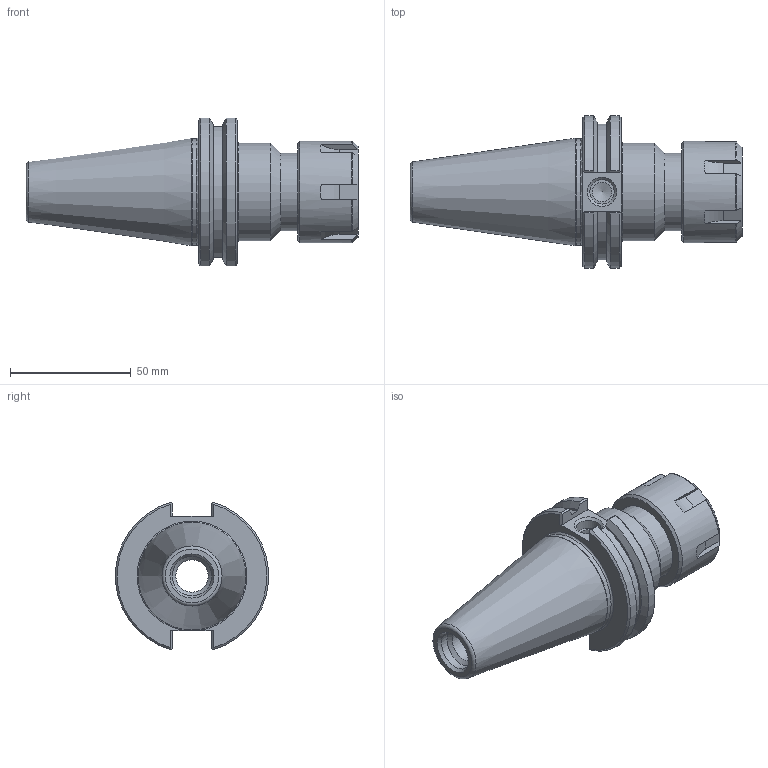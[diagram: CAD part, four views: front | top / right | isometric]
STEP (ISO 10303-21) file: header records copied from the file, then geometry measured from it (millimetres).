
FILE_DESCRIPTION(/* description */ ('ER COLLET CHUCK W/ ADB CLNT'),/* implementation_level */ '2;1');
FILE_NAME(/* name */ 'C40-25ERC272.stp',/* time_stamp */ '2015-09-25T14:33:34-04:00',/* author */ ('shapei'),/* organization */ (''),/* preprocessor_version */ 'ST-DEVELOPER v16.1',/* originating_system */ 'Autodesk Inventor 2016',/* authorisation */ '');
FILE_SCHEMA (('AUTOMOTIVE_DESIGN { 1 0 10303 214 3 1 1 }'));
Length unit declared in the file: inch
Products named in the file (3): C40-25ER2-1; 25ERCN; C40-25ERC272
Assembly tree (2 placements, depth 2):
  C40-25ERC272
    C40-25ER2-1
    25ERCN
Bounding box: 137.35 x 63.26 x 61.05 mm (x, y, z)
Volume: 137759.5 mm3; surface area: 33469.5 mm2
Topology: 2 solids, 2 shells, 129 faces, 346 edges, 226 vertices
Faces by surface type: plane 59, cylinder 31, cone 30, torus 9
Full cylindrical faces by diameter (mm): 8 x1, 10.046 x1, 13.386 x1, 15.748 x1, 16.459 x1, 18.034 x1, 20.18 x1, 26.86 x1, 30.5 x1, 32 x1, 32.88 x1, 40.513 x1, 42 x1, 43.942 x1
Entity records: 3977 total; most frequent: CARTESIAN_POINT 901, ORIENTED_EDGE 612, DIRECTION 605, EDGE_CURVE 306, AXIS2_PLACEMENT_3D 234, VERTEX_POINT 219, EDGE_LOOP 171, LINE 137
